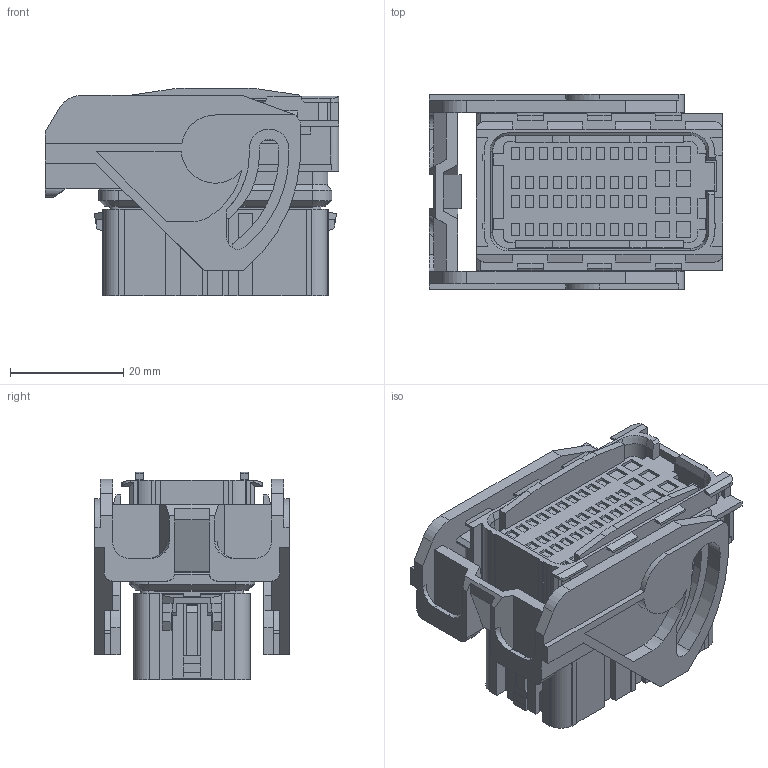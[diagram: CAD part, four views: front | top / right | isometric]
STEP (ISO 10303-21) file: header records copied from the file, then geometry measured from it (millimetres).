
FILE_DESCRIPTION(/* description */ (''),/* implementation_level */ '2;1');
FILE_NAME(/* name */ '13956021_ENV10_02.stp',/* time_stamp */ '2018-05-02T16:59:25+05:00',/* author */ (''),/* organization */ (''),/* preprocessor_version */ 'ST-DEVELOPER v15',/* originating_system */ 'SIEMENS PLM Software NX 9.0',/* authorisation */ '');
FILE_SCHEMA (('AP203_CONFIGURATION_CONTROLLED_3D_DESIGN_OF_MECHANICAL_PARTS_AND_ASSEMBLIES_MIM_LF { 1 0 10303 403 2 1 2}'));
Length unit declared in the file: millimetre
Products named in the file (1): _
Bounding box: 51.75 x 34.4 x 36.6 mm (x, y, z)
Volume: 32585 mm3; surface area: 17526.6 mm2
Topology: 1 solids, 1 shells, 1020 faces, 2902 edges, 1905 vertices
Faces by surface type: plane 906, cylinder 98, cone 12, bspline 4
Full cylindrical faces by diameter (mm): 5.05 x2
Entity records: 33245 total; most frequent: CARTESIAN_POINT 6370, ORIENTED_EDGE 5798, DIRECTION 5137, EDGE_CURVE 2899, LINE 2663, VECTOR 2663, VERTEX_POINT 1904, AXIS2_PLACEMENT_3D 1237
